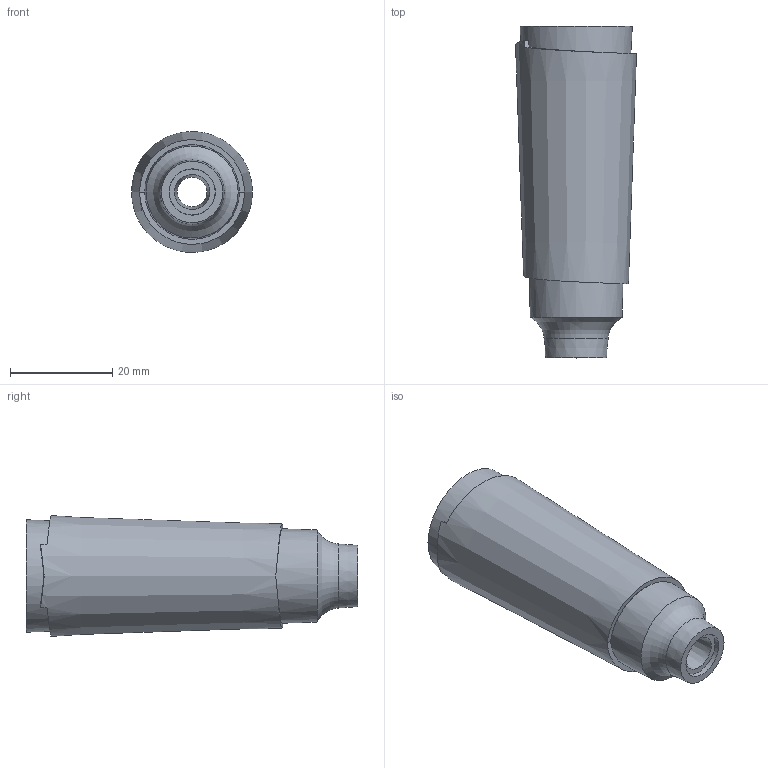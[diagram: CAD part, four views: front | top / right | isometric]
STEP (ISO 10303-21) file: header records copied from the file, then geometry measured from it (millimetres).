
FILE_DESCRIPTION(/* description */ (''),/* implementation_level */ '2;1');
FILE_NAME(/* name */ 'Filtergehäuse CO2-Filter mit AUK-WH.stp',/* time_stamp */ '2015-08-27T17:07:50+02:00',/* author */ ('Walter'),/* organization */ (''),/* preprocessor_version */ 'ST-DEVELOPER v16.1',/* originating_system */ 'Autodesk Inventor 2016',/* authorisation */ '');
FILE_SCHEMA (('AUTOMOTIVE_DESIGN { 1 0 10303 214 3 1 1 }'));
Length unit declared in the file: millimetre
Products named in the file (1): Filtergehäuse CO2-Filter mit AUK-WH
Bounding box: 23.69 x 65 x 23.64 mm (x, y, z)
Volume: 10517.1 mm3; surface area: 15230.3 mm2
Topology: 2 solids, 3 shells, 22 faces, 55 edges, 45 vertices
Faces by surface type: cone 9, bspline 8, plane 4, torus 1
Entity records: 975 total; most frequent: CARTESIAN_POINT 508, ORIENTED_EDGE 74, DIRECTION 59, EDGE_CURVE 39, EDGE_LOOP 35, VERTEX_POINT 31, B_SPLINE_CURVE_WITH_KNOTS 29, AXIS2_PLACEMENT_3D 27
